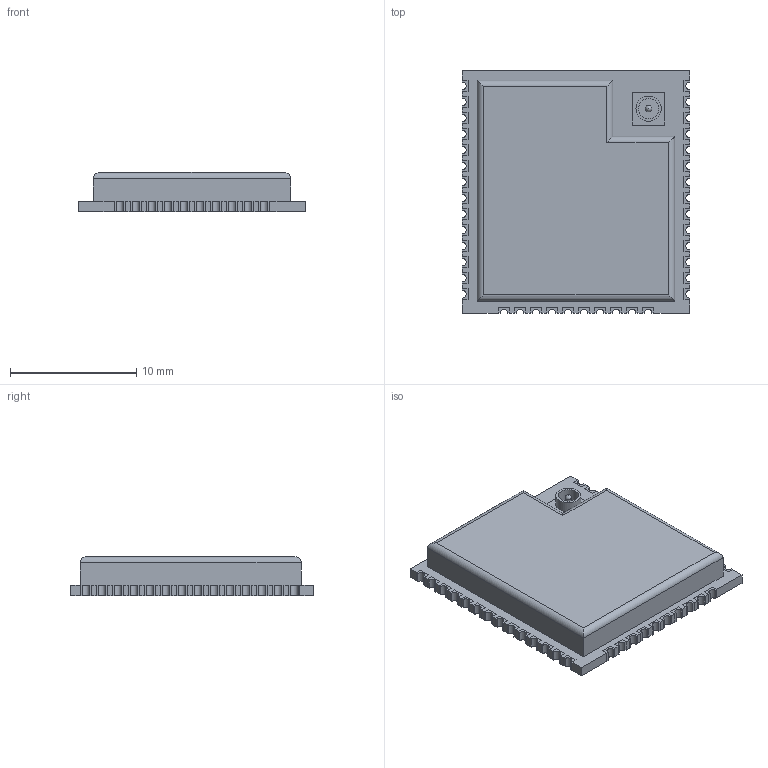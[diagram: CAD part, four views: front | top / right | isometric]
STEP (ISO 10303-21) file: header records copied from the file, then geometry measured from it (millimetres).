
FILE_DESCRIPTION(('FreeCAD Model'),'2;1');
FILE_NAME('ESP32-WROOM-32U v1_sp.step','2020-03-02T20:39:45',('kicad StepUp'),( 'ksu MCAD'),'Open CASCADE STEP processor 7.3','FreeCAD','Unknown');
FILE_SCHEMA(('AUTOMOTIVE_DESIGN { 1 0 10303 214 1 1 1 1 }'));
Length unit declared in the file: millimetre
Products named in the file (1): ESP32-WROOM-32U_v1_sp
Bounding box: 18 x 19.2 x 3.1 mm (x, y, z)
Volume: 851.7 mm3; surface area: 904.5 mm2
Topology: 1 solids, 1 shells, 259 faces, 754 edges, 502 vertices
Faces by surface type: plane 211, cylinder 47, sphere 1
Full cylindrical faces by diameter (mm): 0.5 x1, 1.6 x1, 2 x1
Entity records: 10285 total; most frequent: CARTESIAN_POINT 1515, ORIENTED_EDGE 1506, DIRECTION 1363, EDGE_CURVE 753, LINE 663, VECTOR 663, VERTEX_POINT 502, AXIS2_PLACEMENT_3D 350
